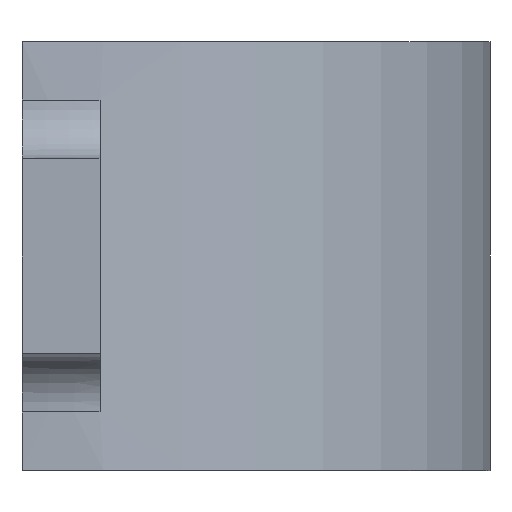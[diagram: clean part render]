
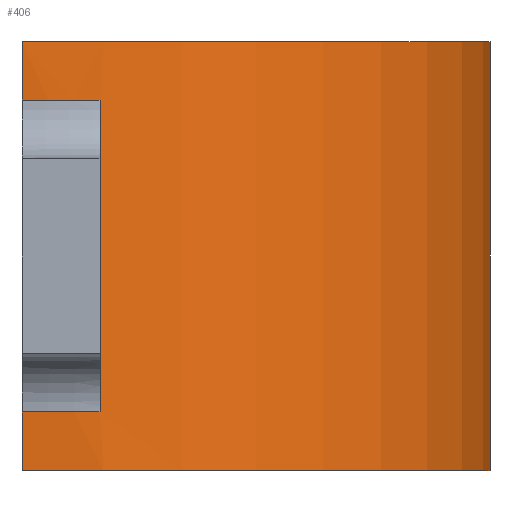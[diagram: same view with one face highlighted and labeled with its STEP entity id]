
A CAD part, left-side view. The second image highlights one B-rep face of the part: STEP entity #406.
In plain terms, the highlighted cylindrical face has radius 24 mm (diameter 48 mm), a partial arc.
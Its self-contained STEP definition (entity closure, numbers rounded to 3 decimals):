
#45=CYLINDRICAL_SURFACE('',#457,24.);
#58=FACE_OUTER_BOUND('',#84,.T.);
#84=EDGE_LOOP('',(#341,#342,#343,#344,#345,#346,#347,#348,#349,#350,#351,
#352));
#101=LINE('',#634,#133);
#105=LINE('',#642,#137);
#109=LINE('',#664,#141);
#113=LINE('',#686,#145);
#117=LINE('',#694,#149);
#119=LINE('',#701,#151);
#133=VECTOR('',#511,10.);
#137=VECTOR('',#515,10.);
#141=VECTOR('',#523,10.);
#145=VECTOR('',#531,10.);
#149=VECTOR('',#535,10.);
#151=VECTOR('',#541,10.);
#169=CIRCLE('',#451,24.);
#172=CIRCLE('',#456,24.);
#173=CIRCLE('',#458,24.);
#174=CIRCLE('',#459,24.);
#175=CIRCLE('',#460,24.);
#176=CIRCLE('',#461,24.);
#190=VERTEX_POINT('',#631);
#191=VERTEX_POINT('',#633);
#194=VERTEX_POINT('',#639);
#195=VERTEX_POINT('',#641);
#200=VERTEX_POINT('',#652);
#201=VERTEX_POINT('',#663);
#206=VERTEX_POINT('',#683);
#207=VERTEX_POINT('',#685);
#210=VERTEX_POINT('',#691);
#211=VERTEX_POINT('',#693);
#213=VERTEX_POINT('',#699);
#214=VERTEX_POINT('',#700);
#232=EDGE_CURVE('',#190,#191,#101,.T.);
#236=EDGE_CURVE('',#194,#195,#105,.T.);
#242=EDGE_CURVE('',#200,#201,#109,.T.);
#248=EDGE_CURVE('',#206,#207,#113,.T.);
#252=EDGE_CURVE('',#210,#211,#117,.T.);
#255=EDGE_CURVE('',#213,#214,#119,.T.);
#261=EDGE_CURVE('',#190,#201,#169,.T.);
#265=EDGE_CURVE('',#200,#195,#172,.T.);
#266=EDGE_CURVE('',#207,#194,#173,.T.);
#267=EDGE_CURVE('',#206,#214,#174,.T.);
#268=EDGE_CURVE('',#213,#211,#175,.T.);
#269=EDGE_CURVE('',#210,#191,#176,.T.);
#341=ORIENTED_EDGE('',*,*,#261,.T.);
#342=ORIENTED_EDGE('',*,*,#242,.F.);
#343=ORIENTED_EDGE('',*,*,#265,.T.);
#344=ORIENTED_EDGE('',*,*,#236,.F.);
#345=ORIENTED_EDGE('',*,*,#266,.F.);
#346=ORIENTED_EDGE('',*,*,#248,.F.);
#347=ORIENTED_EDGE('',*,*,#267,.T.);
#348=ORIENTED_EDGE('',*,*,#255,.F.);
#349=ORIENTED_EDGE('',*,*,#268,.T.);
#350=ORIENTED_EDGE('',*,*,#252,.F.);
#351=ORIENTED_EDGE('',*,*,#269,.T.);
#352=ORIENTED_EDGE('',*,*,#232,.F.);
#406=ADVANCED_FACE('',(#58),#45,.T.);
#451=AXIS2_PLACEMENT_3D('',#730,#547,#548);
#456=AXIS2_PLACEMENT_3D('',#736,#558,#559);
#457=AXIS2_PLACEMENT_3D('',#737,#560,#561);
#458=AXIS2_PLACEMENT_3D('',#738,#562,#563);
#459=AXIS2_PLACEMENT_3D('',#739,#564,#565);
#460=AXIS2_PLACEMENT_3D('',#740,#566,#567);
#461=AXIS2_PLACEMENT_3D('',#741,#568,#569);
#511=DIRECTION('',(0.,0.,-1.));
#515=DIRECTION('',(0.,0.,-1.));
#523=DIRECTION('',(0.,0.,-1.));
#531=DIRECTION('',(0.,0.,1.));
#535=DIRECTION('',(0.,0.,1.));
#541=DIRECTION('',(0.,0.,1.));
#547=DIRECTION('center_axis',(0.,0.,-1.));
#548=DIRECTION('ref_axis',(-0.996,0.084,0.));
#558=DIRECTION('center_axis',(0.,0.,1.));
#559=DIRECTION('ref_axis',(-0.996,0.084,0.));
#560=DIRECTION('center_axis',(0.,0.,1.));
#561=DIRECTION('ref_axis',(1.,0.,0.));
#562=DIRECTION('center_axis',(0.,0.,1.));
#563=DIRECTION('ref_axis',(1.,0.,0.));
#564=DIRECTION('center_axis',(0.,0.,1.));
#565=DIRECTION('ref_axis',(0.996,0.084,0.));
#566=DIRECTION('center_axis',(0.,0.,-1.));
#567=DIRECTION('ref_axis',(0.996,0.084,0.));
#568=DIRECTION('center_axis',(0.,0.,1.));
#569=DIRECTION('ref_axis',(1.,0.,0.));
#631=CARTESIAN_POINT('',(-24.,0.,-19.));
#633=CARTESIAN_POINT('',(-24.,0.,-22.));
#634=CARTESIAN_POINT('',(-24.,0.,0.));
#639=CARTESIAN_POINT('',(-24.,0.,0.));
#641=CARTESIAN_POINT('',(-24.,0.,-3.));
#642=CARTESIAN_POINT('',(-24.,0.,0.));
#652=CARTESIAN_POINT('',(-23.664,4.,-3.));
#663=CARTESIAN_POINT('',(-23.664,4.,-19.));
#664=CARTESIAN_POINT('',(-23.664,4.,0.));
#683=CARTESIAN_POINT('',(24.,0.,-3.));
#685=CARTESIAN_POINT('',(24.,0.,0.));
#686=CARTESIAN_POINT('',(24.,0.,0.));
#691=CARTESIAN_POINT('',(24.,0.,-22.));
#693=CARTESIAN_POINT('',(24.,0.,-19.));
#694=CARTESIAN_POINT('',(24.,0.,0.));
#699=CARTESIAN_POINT('',(23.664,4.,-19.));
#700=CARTESIAN_POINT('',(23.664,4.,-3.));
#701=CARTESIAN_POINT('',(23.664,4.,0.));
#730=CARTESIAN_POINT('Origin',(0.,0.,-19.));
#736=CARTESIAN_POINT('Origin',(0.,0.,-3.));
#737=CARTESIAN_POINT('Origin',(0.,0.,0.));
#738=CARTESIAN_POINT('Origin',(0.,0.,0.));
#739=CARTESIAN_POINT('Origin',(0.,0.,-3.));
#740=CARTESIAN_POINT('Origin',(0.,0.,-19.));
#741=CARTESIAN_POINT('Origin',(0.,0.,-22.));
